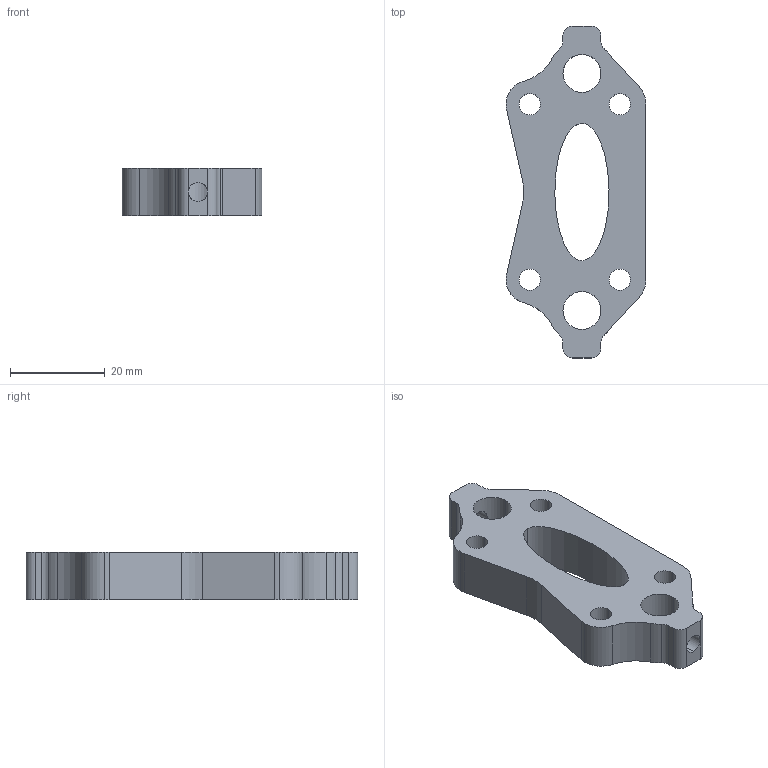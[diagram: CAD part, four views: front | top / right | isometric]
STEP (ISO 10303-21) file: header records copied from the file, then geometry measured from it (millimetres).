
FILE_DESCRIPTION (( 'STEP AP214' ), '1' );
FILE_NAME ('vertical_slider_up_2_2.STEP', '2025-01-12T00:09:16', ( '' ), ( '' ), 'SwSTEP 2.0', 'SolidWorks 2024', '' );
FILE_SCHEMA (( 'AUTOMOTIVE_DESIGN' ));
Length unit declared in the file: millimetre
Products named in the file (1): vertical_slider_up_2_2
Bounding box: 29.5 x 70 x 10 mm (x, y, z)
Volume: 11354.4 mm3; surface area: 5854.6 mm2
Topology: 1 solids, 1 shells, 54 faces, 158 edges, 104 vertices
Faces by surface type: cylinder 37, plane 15, bspline 2
Entity records: 1997 total; most frequent: CARTESIAN_POINT 459, DIRECTION 330, ORIENTED_EDGE 316, EDGE_CURVE 158, AXIS2_PLACEMENT_3D 127, VERTEX_POINT 104, LINE 76, VECTOR 76
